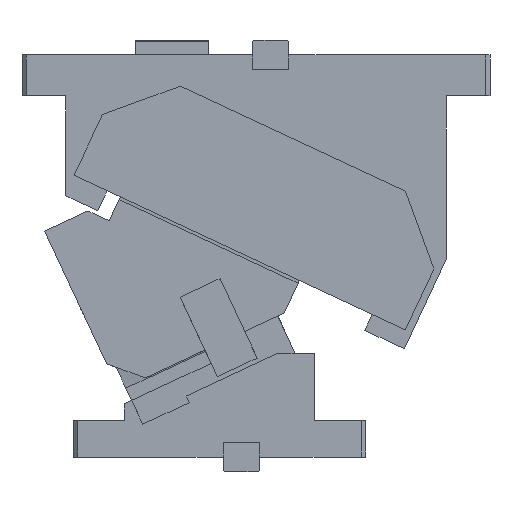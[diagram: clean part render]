
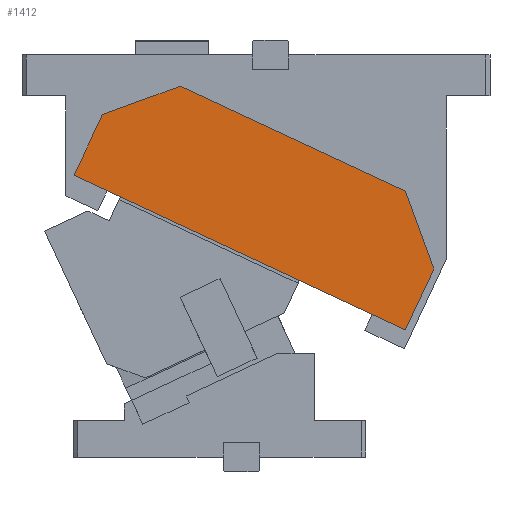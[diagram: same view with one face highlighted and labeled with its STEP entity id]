
A CAD part, left-side view. The second image highlights one B-rep face of the part: STEP entity #1412.
In plain terms, the highlighted planar face has unit normal (-1, 0, 0).
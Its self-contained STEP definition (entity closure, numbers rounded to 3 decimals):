
#70=CARTESIAN_POINT('Vertex',(262.619,408.862,-146.391)) ;
#73=CARTESIAN_POINT('Line Origine',(262.619,418.582,-167.236)) ;
#77=CARTESIAN_POINT('Vertex',(262.619,428.303,-188.081)) ;
#108=CARTESIAN_POINT('Vertex',(262.619,428.21,-93.234)) ;
#111=CARTESIAN_POINT('Line Origine',(262.619,418.536,-119.812)) ;
#132=CARTESIAN_POINT('Vertex',(262.619,582.282,-21.388)) ;
#137=CARTESIAN_POINT('Line Origine',(262.619,505.246,-57.311)) ;
#159=CARTESIAN_POINT('Line Origine',(262.619,608.861,-31.062)) ;
#163=CARTESIAN_POINT('Vertex',(262.619,635.439,-40.736)) ;
#201=CARTESIAN_POINT('Vertex',(262.619,654.879,-82.426)) ;
#204=CARTESIAN_POINT('Line Origine',(262.619,645.159,-61.581)) ;
#249=CARTESIAN_POINT('Line Origine',(262.619,541.591,-135.253)) ;
#1399=CARTESIAN_POINT('Axis2P3D Location',(262.619,654.879,-82.426)) ;
#74=DIRECTION('Vector Direction',(0.,-0.423,0.906)) ;
#112=DIRECTION('Vector Direction',(0.,-0.342,-0.94)) ;
#138=DIRECTION('Vector Direction',(0.,-0.906,-0.423)) ;
#160=DIRECTION('Vector Direction',(0.,-0.94,0.342)) ;
#205=DIRECTION('Vector Direction',(0.,0.423,-0.906)) ;
#250=DIRECTION('Vector Direction',(0.,-0.906,-0.423)) ;
#1400=DIRECTION('Axis2P3D Direction',(-1.,0.,0.)) ;
#1401=DIRECTION('Axis2P3D XDirection',(0.,-0.906,0.423)) ;
#1402=AXIS2_PLACEMENT_3D('Plane Axis2P3D',#1399,#1400,#1401) ;
#1405=ORIENTED_EDGE('',*,*,#165,.F.) ;
#1406=ORIENTED_EDGE('',*,*,#208,.T.) ;
#1407=ORIENTED_EDGE('',*,*,#253,.T.) ;
#1408=ORIENTED_EDGE('',*,*,#79,.T.) ;
#1409=ORIENTED_EDGE('',*,*,#115,.F.) ;
#1410=ORIENTED_EDGE('',*,*,#141,.F.) ;
#75=VECTOR('Line Direction',#74,1.) ;
#113=VECTOR('Line Direction',#112,1.) ;
#139=VECTOR('Line Direction',#138,1.) ;
#161=VECTOR('Line Direction',#160,1.) ;
#206=VECTOR('Line Direction',#205,1.) ;
#251=VECTOR('Line Direction',#250,1.) ;
#1412=ADVANCED_FACE('CAM HOLDER',(#1411),#1403,.T.) ;
#79=EDGE_CURVE('',#78,#71,#76,.T.) ;
#115=EDGE_CURVE('',#109,#71,#114,.T.) ;
#141=EDGE_CURVE('',#133,#109,#140,.T.) ;
#165=EDGE_CURVE('',#164,#133,#162,.T.) ;
#208=EDGE_CURVE('',#164,#202,#207,.T.) ;
#253=EDGE_CURVE('',#202,#78,#252,.T.) ;
#1404=EDGE_LOOP('',(#1405,#1406,#1407,#1408,#1409,#1410)) ;
#1411=FACE_OUTER_BOUND('',#1404,.T.) ;
#76=LINE('Line',#73,#75) ;
#114=LINE('Line',#111,#113) ;
#140=LINE('Line',#137,#139) ;
#162=LINE('Line',#159,#161) ;
#207=LINE('Line',#204,#206) ;
#252=LINE('Line',#249,#251) ;
#1403=PLANE('Plane',#1402) ;
#71=VERTEX_POINT('',#70) ;
#78=VERTEX_POINT('',#77) ;
#109=VERTEX_POINT('',#108) ;
#133=VERTEX_POINT('',#132) ;
#164=VERTEX_POINT('',#163) ;
#202=VERTEX_POINT('',#201) ;
